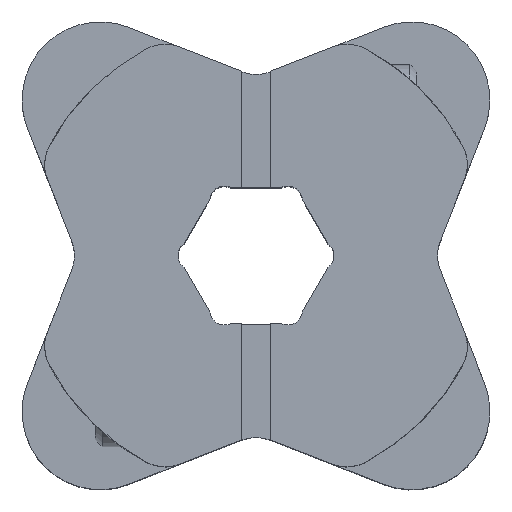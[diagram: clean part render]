
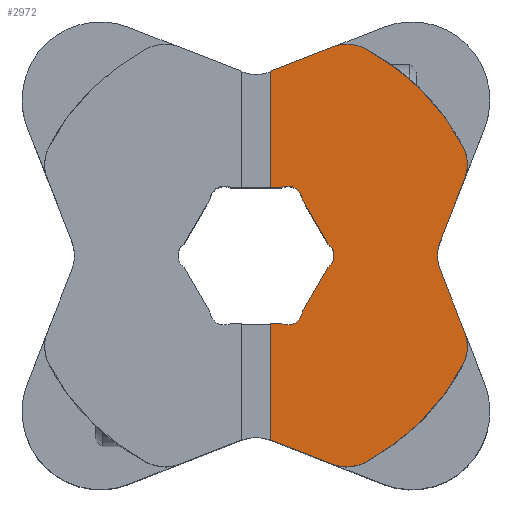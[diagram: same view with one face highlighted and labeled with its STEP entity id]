
A CAD part, top view. The second image highlights one B-rep face of the part: STEP entity #2972.
In plain terms, the highlighted planar face has unit normal (0, 0, 1).
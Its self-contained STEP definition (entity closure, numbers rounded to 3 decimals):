
#1817 = VERTEX_POINT('',#1818);
#1818 = CARTESIAN_POINT('',(3.939,-10.707,20.));
#1824 = EDGE_CURVE('',#1817,#1825,#1827,.T.);
#1825 = VERTEX_POINT('',#1826);
#1826 = CARTESIAN_POINT('',(0.75,-9.46,20.));
#1827 = LINE('',#1828,#1829);
#1828 = CARTESIAN_POINT('',(-3.109,-7.95,20.));
#1829 = VECTOR('',#1830,1.);
#1830 = DIRECTION('',(-0.931,0.364,0.));
#2273 = EDGE_CURVE('',#2274,#2276,#2278,.T.);
#2274 = VERTEX_POINT('',#2275);
#2275 = CARTESIAN_POINT('',(3.939,10.707,20.));
#2276 = VERTEX_POINT('',#2277);
#2277 = CARTESIAN_POINT('',(0.75,9.46,20.));
#2278 = LINE('',#2279,#2280);
#2279 = CARTESIAN_POINT('',(-3.109,7.95,20.));
#2280 = VECTOR('',#2281,1.);
#2281 = DIRECTION('',(-0.931,-0.364,0.));
#2380 = VERTEX_POINT('',#2381);
#2381 = CARTESIAN_POINT('',(10.707,3.939,20.));
#2387 = EDGE_CURVE('',#2380,#2388,#2390,.T.);
#2388 = VERTEX_POINT('',#2389);
#2389 = CARTESIAN_POINT('',(9.451,0.728,20.));
#2390 = LINE('',#2391,#2392);
#2391 = CARTESIAN_POINT('',(7.95,-3.109,20.));
#2392 = VECTOR('',#2393,1.);
#2393 = DIRECTION('',(-0.364,-0.931,0.));
#2413 = VERTEX_POINT('',#2414);
#2414 = CARTESIAN_POINT('',(9.451,-0.728,20.));
#2420 = EDGE_CURVE('',#2388,#2413,#2421,.T.);
#2421 = CIRCLE('',#2422,2.);
#2422 = AXIS2_PLACEMENT_3D('',#2423,#2424,#2425);
#2423 = CARTESIAN_POINT('',(11.314,0.,20.));
#2424 = DIRECTION('',(0.,0.,1.));
#2425 = DIRECTION('',(1.,0.,-0.));
#2436 = EDGE_CURVE('',#2437,#2413,#2439,.T.);
#2437 = VERTEX_POINT('',#2438);
#2438 = CARTESIAN_POINT('',(10.707,-3.939,20.));
#2439 = LINE('',#2440,#2441);
#2440 = CARTESIAN_POINT('',(7.95,3.109,20.));
#2441 = VECTOR('',#2442,1.);
#2442 = DIRECTION('',(-0.364,0.931,0.));
#2951 = EDGE_CURVE('',#1817,#2952,#2954,.T.);
#2952 = VERTEX_POINT('',#2953);
#2953 = CARTESIAN_POINT('',(5.601,-10.613,20.));
#2954 = CIRCLE('',#2955,2.);
#2955 = AXIS2_PLACEMENT_3D('',#2956,#2957,#2958);
#2956 = CARTESIAN_POINT('',(4.667,-8.844,20.));
#2957 = DIRECTION('',(0.,0.,1.));
#2958 = DIRECTION('',(1.,0.,-0.));
#2972 = ADVANCED_FACE('',(#2973),#3095,.T.);
#2973 = FACE_BOUND('',#2974,.T.);
#2974 = EDGE_LOOP('',(#2975,#2986,#2993,#2994,#3002,#3010,#3019,#3027,
    #3036,#3044,#3053,#3061,#3067,#3068,#3069,#3078,#3085,#3086,#3087,
    #3088));
#2975 = ORIENTED_EDGE('',*,*,#2976,.T.);
#2976 = EDGE_CURVE('',#2977,#2979,#2981,.T.);
#2977 = VERTEX_POINT('',#2978);
#2978 = CARTESIAN_POINT('',(10.613,5.601,20.));
#2979 = VERTEX_POINT('',#2980);
#2980 = CARTESIAN_POINT('',(5.601,10.613,20.));
#2981 = CIRCLE('',#2982,12.);
#2982 = AXIS2_PLACEMENT_3D('',#2983,#2984,#2985);
#2983 = CARTESIAN_POINT('',(0.,0.,20.));
#2984 = DIRECTION('',(0.,0.,1.));
#2985 = DIRECTION('',(1.,0.,-0.));
#2986 = ORIENTED_EDGE('',*,*,#2987,.T.);
#2987 = EDGE_CURVE('',#2979,#2274,#2988,.T.);
#2988 = CIRCLE('',#2989,2.);
#2989 = AXIS2_PLACEMENT_3D('',#2990,#2991,#2992);
#2990 = CARTESIAN_POINT('',(4.667,8.844,20.));
#2991 = DIRECTION('',(0.,0.,1.));
#2992 = DIRECTION('',(1.,0.,-0.));
#2993 = ORIENTED_EDGE('',*,*,#2273,.T.);
#2994 = ORIENTED_EDGE('',*,*,#2995,.F.);
#2995 = EDGE_CURVE('',#2996,#2276,#2998,.T.);
#2996 = VERTEX_POINT('',#2997);
#2997 = CARTESIAN_POINT('',(0.75,3.5,20.));
#2998 = LINE('',#2999,#3000);
#2999 = CARTESIAN_POINT('',(0.75,0.,20.));
#3000 = VECTOR('',#3001,1.);
#3001 = DIRECTION('',(0.,1.,0.));
#3002 = ORIENTED_EDGE('',*,*,#3003,.F.);
#3003 = EDGE_CURVE('',#3004,#2996,#3006,.T.);
#3004 = VERTEX_POINT('',#3005);
#3005 = CARTESIAN_POINT('',(1.316,3.5,20.));
#3006 = LINE('',#3007,#3008);
#3007 = CARTESIAN_POINT('',(0.,3.5,20.));
#3008 = VECTOR('',#3009,1.);
#3009 = DIRECTION('',(-1.,0.,0.));
#3010 = ORIENTED_EDGE('',*,*,#3011,.T.);
#3011 = EDGE_CURVE('',#3004,#3012,#3014,.T.);
#3012 = VERTEX_POINT('',#3013);
#3013 = CARTESIAN_POINT('',(2.373,2.89,20.));
#3014 = CIRCLE('',#3015,0.75);
#3015 = AXIS2_PLACEMENT_3D('',#3016,#3017,#3018);
#3016 = CARTESIAN_POINT('',(1.626,2.817,20.));
#3017 = DIRECTION('',(0.,0.,-1.));
#3018 = DIRECTION('',(-0.5,0.866,0.));
#3019 = ORIENTED_EDGE('',*,*,#3020,.F.);
#3020 = EDGE_CURVE('',#3021,#3012,#3023,.T.);
#3021 = VERTEX_POINT('',#3022);
#3022 = CARTESIAN_POINT('',(3.689,0.61,20.));
#3023 = LINE('',#3024,#3025);
#3024 = CARTESIAN_POINT('',(3.031,1.75,20.));
#3025 = VECTOR('',#3026,1.);
#3026 = DIRECTION('',(-0.5,0.866,0.));
#3027 = ORIENTED_EDGE('',*,*,#3028,.T.);
#3028 = EDGE_CURVE('',#3021,#3029,#3031,.T.);
#3029 = VERTEX_POINT('',#3030);
#3030 = CARTESIAN_POINT('',(3.689,-0.61,20.));
#3031 = CIRCLE('',#3032,0.75);
#3032 = AXIS2_PLACEMENT_3D('',#3033,#3034,#3035);
#3033 = CARTESIAN_POINT('',(3.253,0.,20.));
#3034 = DIRECTION('',(0.,0.,-1.));
#3035 = DIRECTION('',(0.5,0.866,0.));
#3036 = ORIENTED_EDGE('',*,*,#3037,.F.);
#3037 = EDGE_CURVE('',#3038,#3029,#3040,.T.);
#3038 = VERTEX_POINT('',#3039);
#3039 = CARTESIAN_POINT('',(2.373,-2.89,20.));
#3040 = LINE('',#3041,#3042);
#3041 = CARTESIAN_POINT('',(3.031,-1.75,20.));
#3042 = VECTOR('',#3043,1.);
#3043 = DIRECTION('',(0.5,0.866,0.));
#3044 = ORIENTED_EDGE('',*,*,#3045,.T.);
#3045 = EDGE_CURVE('',#3038,#3046,#3048,.T.);
#3046 = VERTEX_POINT('',#3047);
#3047 = CARTESIAN_POINT('',(1.316,-3.5,20.));
#3048 = CIRCLE('',#3049,0.75);
#3049 = AXIS2_PLACEMENT_3D('',#3050,#3051,#3052);
#3050 = CARTESIAN_POINT('',(1.626,-2.817,20.));
#3051 = DIRECTION('',(0.,0.,-1.));
#3052 = DIRECTION('',(1.,0.,0.));
#3053 = ORIENTED_EDGE('',*,*,#3054,.F.);
#3054 = EDGE_CURVE('',#3055,#3046,#3057,.T.);
#3055 = VERTEX_POINT('',#3056);
#3056 = CARTESIAN_POINT('',(0.75,-3.5,20.));
#3057 = LINE('',#3058,#3059);
#3058 = CARTESIAN_POINT('',(0.,-3.5,20.));
#3059 = VECTOR('',#3060,1.);
#3060 = DIRECTION('',(1.,0.,0.));
#3061 = ORIENTED_EDGE('',*,*,#3062,.F.);
#3062 = EDGE_CURVE('',#1825,#3055,#3063,.T.);
#3063 = LINE('',#3064,#3065);
#3064 = CARTESIAN_POINT('',(0.75,0.,20.));
#3065 = VECTOR('',#3066,1.);
#3066 = DIRECTION('',(0.,1.,0.));
#3067 = ORIENTED_EDGE('',*,*,#1824,.F.);
#3068 = ORIENTED_EDGE('',*,*,#2951,.T.);
#3069 = ORIENTED_EDGE('',*,*,#3070,.T.);
#3070 = EDGE_CURVE('',#2952,#3071,#3073,.T.);
#3071 = VERTEX_POINT('',#3072);
#3072 = CARTESIAN_POINT('',(10.613,-5.601,20.));
#3073 = CIRCLE('',#3074,12.);
#3074 = AXIS2_PLACEMENT_3D('',#3075,#3076,#3077);
#3075 = CARTESIAN_POINT('',(0.,0.,20.));
#3076 = DIRECTION('',(0.,0.,1.));
#3077 = DIRECTION('',(1.,0.,-0.));
#3078 = ORIENTED_EDGE('',*,*,#3079,.T.);
#3079 = EDGE_CURVE('',#3071,#2437,#3080,.T.);
#3080 = CIRCLE('',#3081,2.);
#3081 = AXIS2_PLACEMENT_3D('',#3082,#3083,#3084);
#3082 = CARTESIAN_POINT('',(8.844,-4.667,20.));
#3083 = DIRECTION('',(0.,0.,1.));
#3084 = DIRECTION('',(1.,0.,-0.));
#3085 = ORIENTED_EDGE('',*,*,#2436,.T.);
#3086 = ORIENTED_EDGE('',*,*,#2420,.F.);
#3087 = ORIENTED_EDGE('',*,*,#2387,.F.);
#3088 = ORIENTED_EDGE('',*,*,#3089,.T.);
#3089 = EDGE_CURVE('',#2380,#2977,#3090,.T.);
#3090 = CIRCLE('',#3091,2.);
#3091 = AXIS2_PLACEMENT_3D('',#3092,#3093,#3094);
#3092 = CARTESIAN_POINT('',(8.844,4.667,20.));
#3093 = DIRECTION('',(0.,0.,1.));
#3094 = DIRECTION('',(1.,0.,-0.));
#3095 = PLANE('',#3096);
#3096 = AXIS2_PLACEMENT_3D('',#3097,#3098,#3099);
#3097 = CARTESIAN_POINT('',(0.,0.,20.));
#3098 = DIRECTION('',(0.,0.,1.));
#3099 = DIRECTION('',(1.,0.,-0.));
